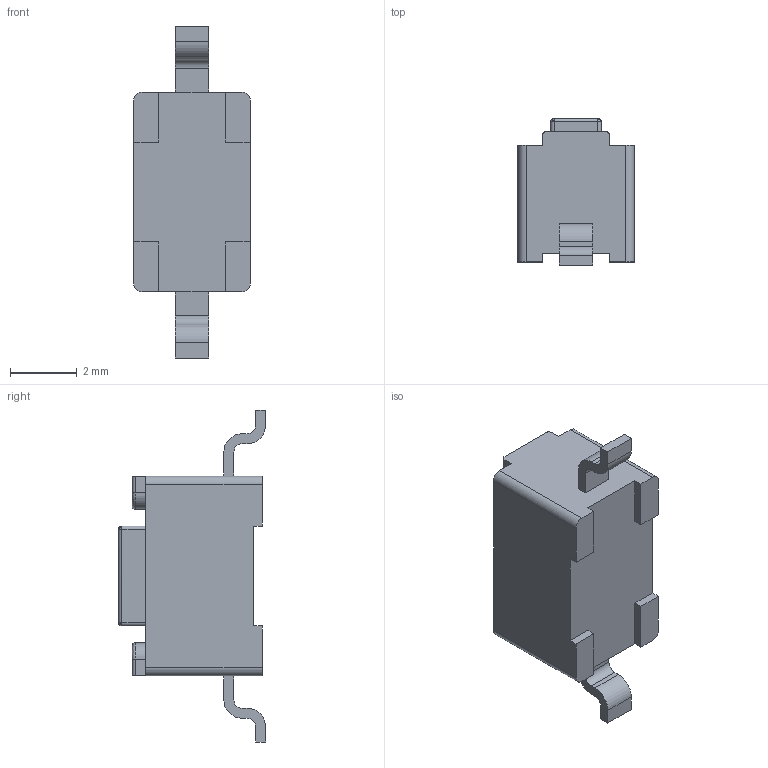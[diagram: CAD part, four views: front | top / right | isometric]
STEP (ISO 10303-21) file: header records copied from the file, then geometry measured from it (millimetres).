
FILE_DESCRIPTION (( 'STEP AP214' ), '1' );
FILE_NAME ('FSMSMTR.STEP', '2016-01-04T08:03:52', ( '' ), ( '' ), 'SwSTEP 2.0', 'SolidWorks 2015', '' );
FILE_SCHEMA (( 'AUTOMOTIVE_DESIGN' ));
Length unit declared in the file: millimetre
Products named in the file (2): FSMSMTR; c-1437566-4-c-3d
Assembly tree (1 placements, depth 2):
  FSMSMTR
    c-1437566-4-c-3d
Bounding box: 3.5 x 4.42 x 9.97 mm (x, y, z)
Volume: 76 mm3; surface area: 131.2 mm2
Topology: 1 solids, 1 shells, 91 faces, 242 edges, 148 vertices
Faces by surface type: plane 49, cylinder 30, bspline 12
Entity records: 3498 total; most frequent: CARTESIAN_POINT 695, ORIENTED_EDGE 468, DIRECTION 464, EDGE_CURVE 234, VECTOR 162, LINE 162, AXIS2_PLACEMENT_3D 151, VERTEX_POINT 148
